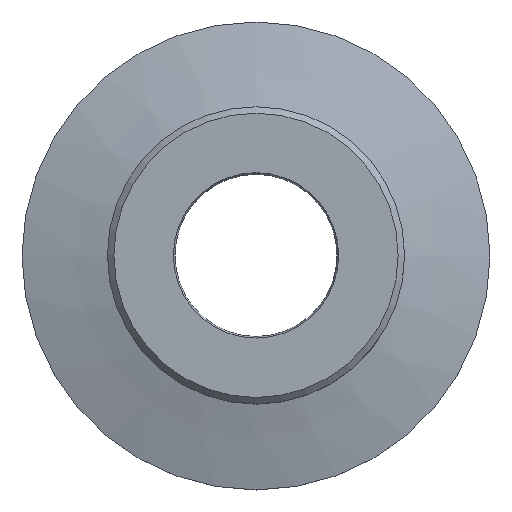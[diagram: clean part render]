
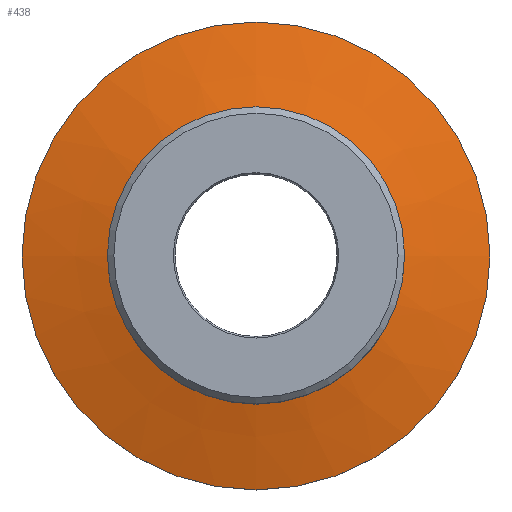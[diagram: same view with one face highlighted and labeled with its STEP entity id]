
A CAD part, top view. The second image highlights one B-rep face of the part: STEP entity #438.
In plain terms, the highlighted conical face has half-angle 75 degrees and reference radius 27.495 mm.
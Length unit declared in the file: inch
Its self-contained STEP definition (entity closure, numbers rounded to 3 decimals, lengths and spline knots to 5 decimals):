
#33=CONICAL_SURFACE('',#515,1.0825,1.309);
#52=FACE_BOUND('',#141,.T.);
#89=FACE_OUTER_BOUND('',#140,.T.);
#140=EDGE_LOOP('',(#325));
#141=EDGE_LOOP('',(#326));
#200=CIRCLE('',#513,1.0825);
#202=CIRCLE('',#516,0.593);
#237=VERTEX_POINT('',#752);
#239=VERTEX_POINT('',#757);
#274=EDGE_CURVE('',#237,#237,#200,.T.);
#276=EDGE_CURVE('',#239,#239,#202,.T.);
#325=ORIENTED_EDGE('',*,*,#276,.T.);
#326=ORIENTED_EDGE('',*,*,#274,.F.);
#438=ADVANCED_FACE('',(#89,#52),#33,.T.);
#513=AXIS2_PLACEMENT_3D('',#753,#617,#618);
#515=AXIS2_PLACEMENT_3D('',#756,#621,#622);
#516=AXIS2_PLACEMENT_3D('',#758,#623,#624);
#617=DIRECTION('center_axis',(0.,0.,-1.));
#618=DIRECTION('ref_axis',(-1.,0.,0.));
#621=DIRECTION('center_axis',(0.,0.,-1.));
#622=DIRECTION('ref_axis',(-1.,0.,0.));
#623=DIRECTION('center_axis',(0.,0.,-1.));
#624=DIRECTION('ref_axis',(1.,0.,0.));
#752=CARTESIAN_POINT('',(1.0825,0.,0.12));
#753=CARTESIAN_POINT('Origin',(0.,0.,0.12));
#756=CARTESIAN_POINT('Origin',(0.,0.,0.12));
#757=CARTESIAN_POINT('',(-0.593,0.,0.25116));
#758=CARTESIAN_POINT('Origin',(0.,0.,0.25116));
